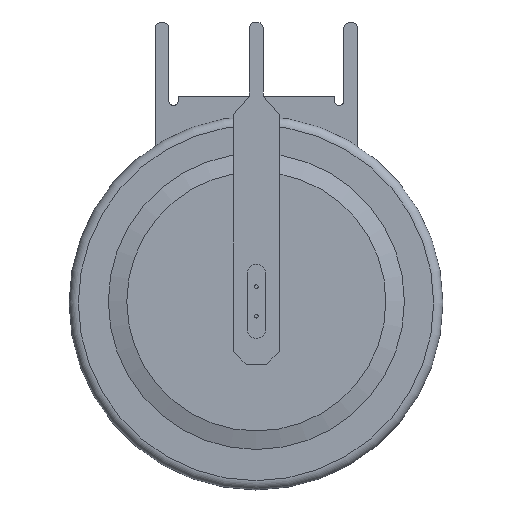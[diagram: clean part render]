
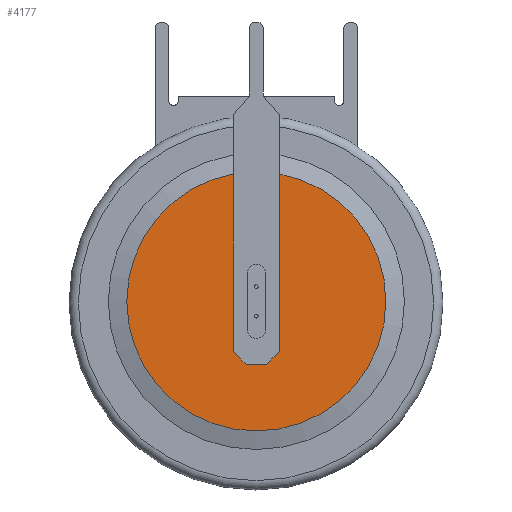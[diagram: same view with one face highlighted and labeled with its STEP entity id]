
A CAD part, top view. The second image highlights one B-rep face of the part: STEP entity #4177.
In plain terms, the highlighted planar face has unit normal (0, 0, 1).
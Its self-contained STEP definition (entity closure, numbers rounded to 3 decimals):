
#4043 = CYLINDRICAL_SURFACE('',#4044,7.);
#4044 = AXIS2_PLACEMENT_3D('',#4045,#4046,#4047);
#4045 = CARTESIAN_POINT('',(0.,0.,4.1));
#4046 = DIRECTION('',(0.,0.,1.));
#4047 = DIRECTION('',(1.,0.,0.));
#4068 = VERTEX_POINT('',#4069);
#4069 = CARTESIAN_POINT('',(7.,0.,4.));
#4090 = EDGE_CURVE('',#4068,#4068,#4091,.T.);
#4091 = SURFACE_CURVE('',#4092,(#4097,#4104),.PCURVE_S1.);
#4092 = CIRCLE('',#4093,7.);
#4093 = AXIS2_PLACEMENT_3D('',#4094,#4095,#4096);
#4094 = CARTESIAN_POINT('',(0.,0.,4.));
#4095 = DIRECTION('',(0.,0.,1.));
#4096 = DIRECTION('',(1.,0.,0.));
#4097 = PCURVE('',#4043,#4098);
#4098 = DEFINITIONAL_REPRESENTATION('',(#4099),#4103);
#4099 = LINE('',#4100,#4101);
#4100 = CARTESIAN_POINT('',(0.,-0.1));
#4101 = VECTOR('',#4102,1.);
#4102 = DIRECTION('',(1.,0.));
#4103 = ( GEOMETRIC_REPRESENTATION_CONTEXT(2) 
PARAMETRIC_REPRESENTATION_CONTEXT() REPRESENTATION_CONTEXT('2D SPACE',''
  ) );
#4104 = PCURVE('',#4105,#4110);
#4105 = PLANE('',#4106);
#4106 = AXIS2_PLACEMENT_3D('',#4107,#4108,#4109);
#4107 = CARTESIAN_POINT('',(7.,0.,4.));
#4108 = DIRECTION('',(0.,0.,-1.));
#4109 = DIRECTION('',(-1.,0.,0.));
#4110 = DEFINITIONAL_REPRESENTATION('',(#4111),#4119);
#4111 = ( BOUNDED_CURVE() B_SPLINE_CURVE(2,(#4112,#4113,#4114,#4115,
#4116,#4117,#4118),.UNSPECIFIED.,.F.,.F.) B_SPLINE_CURVE_WITH_KNOTS((1,2
    ,2,2,2,1),(-2.094,0.,2.094,4.189,
6.283,8.378),.UNSPECIFIED.) CURVE() 
GEOMETRIC_REPRESENTATION_ITEM() RATIONAL_B_SPLINE_CURVE((1.,0.5,1.,0.5,
1.,0.5,1.)) REPRESENTATION_ITEM('') );
#4112 = CARTESIAN_POINT('',(0.,0.));
#4113 = CARTESIAN_POINT('',(0.,12.124));
#4114 = CARTESIAN_POINT('',(10.5,6.062));
#4115 = CARTESIAN_POINT('',(21.,0.));
#4116 = CARTESIAN_POINT('',(10.5,-6.062));
#4117 = CARTESIAN_POINT('',(0.,-12.124));
#4118 = CARTESIAN_POINT('',(0.,0.));
#4119 = ( GEOMETRIC_REPRESENTATION_CONTEXT(2) 
PARAMETRIC_REPRESENTATION_CONTEXT() REPRESENTATION_CONTEXT('2D SPACE',''
  ) );
#4177 = ADVANCED_FACE('',(#4178),#4105,.F.);
#4178 = FACE_BOUND('',#4179,.T.);
#4179 = EDGE_LOOP('',(#4180));
#4180 = ORIENTED_EDGE('',*,*,#4090,.T.);
